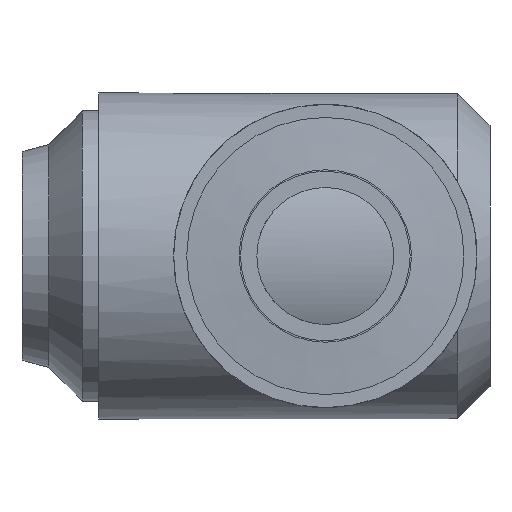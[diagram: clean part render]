
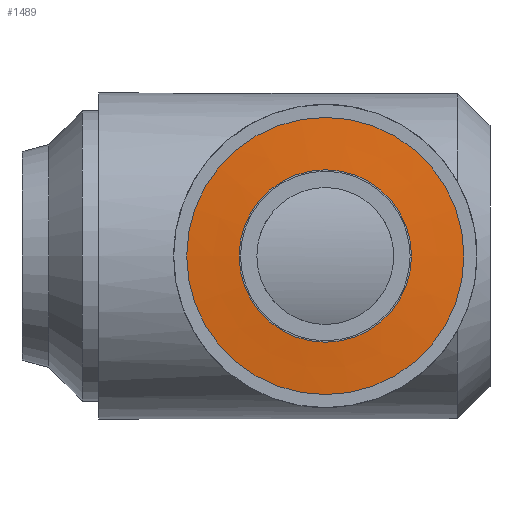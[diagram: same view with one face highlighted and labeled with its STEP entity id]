
A CAD part, left-side view. The second image highlights one B-rep face of the part: STEP entity #1489.
In plain terms, the highlighted conical face has half-angle 85 degrees and reference radius 3.447 mm.
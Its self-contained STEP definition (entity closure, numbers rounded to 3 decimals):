
#264=FACE_BOUND('',#554,.T.);
#377=FACE_OUTER_BOUND('',#553,.T.);
#553=EDGE_LOOP('',(#1344));
#554=EDGE_LOOP('',(#1345));
#667=CIRCLE('',#1691,2.644);
#668=CIRCLE('',#1693,4.25);
#838=VERTEX_POINT('',#2864);
#839=VERTEX_POINT('',#2867);
#1011=EDGE_CURVE('',#838,#838,#667,.T.);
#1012=EDGE_CURVE('',#839,#839,#668,.T.);
#1344=ORIENTED_EDGE('',*,*,#1012,.F.);
#1345=ORIENTED_EDGE('',*,*,#1011,.T.);
#1391=CONICAL_SURFACE('',#1692,3.447,85.);
#1489=ADVANCED_FACE('',(#377,#264),#1391,.T.);
#1691=AXIS2_PLACEMENT_3D('',#2865,#2128,#2129);
#1692=AXIS2_PLACEMENT_3D('',#2866,#2130,#2131);
#1693=AXIS2_PLACEMENT_3D('',#2868,#2132,#2133);
#2128=DIRECTION('center_axis',(1.,0.,0.));
#2129=DIRECTION('ref_axis',(0.,0.,-1.));
#2130=DIRECTION('center_axis',(1.,0.,0.));
#2131=DIRECTION('ref_axis',(0.,1.,0.));
#2132=DIRECTION('center_axis',(1.,0.,0.));
#2133=DIRECTION('ref_axis',(0.,0.,-1.));
#2864=CARTESIAN_POINT('',(-19.498,2.644,0.));
#2865=CARTESIAN_POINT('Origin',(-19.498,0.,0.));
#2866=CARTESIAN_POINT('Origin',(-19.428,0.,0.));
#2867=CARTESIAN_POINT('',(-19.358,4.25,0.));
#2868=CARTESIAN_POINT('Origin',(-19.358,0.,0.));
